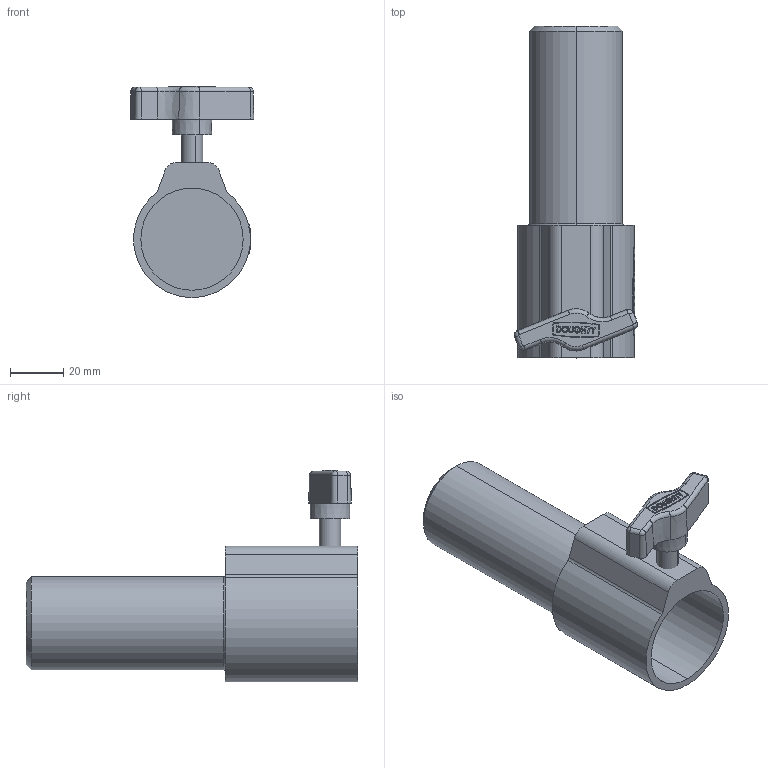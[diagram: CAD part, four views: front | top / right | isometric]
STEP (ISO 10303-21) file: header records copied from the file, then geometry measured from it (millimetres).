
FILE_DESCRIPTION (( 'STEP AP203' ), '1' );
FILE_NAME ('T51000.STEP', '2018-07-31T14:59:03', ( '' ), ( '' ), 'SwSTEP 2.0', 'SolidWorks 2016', '' );
FILE_SCHEMA (( 'CONFIG_CONTROL_DESIGN' ));
Length unit declared in the file: millimetre
Products named in the file (4): TH2038_TH2859; Doughty Knob_S0130; T51000 LABEL; T51000
Assembly tree (3 placements, depth 2):
  T51000
    TH2038_TH2859
    Doughty Knob_S0130
    T51000 LABEL
Bounding box: 46.51 x 125 x 79.55 mm (x, y, z)
Volume: 117053 mm3; surface area: 27631.4 mm2
Topology: 3 solids, 3 shells, 246 faces, 620 edges, 404 vertices
Faces by surface type: plane 114, cylinder 70, bspline 38, cone 14, torus 10
Entity records: 12186 total; most frequent: CARTESIAN_POINT 6058, ORIENTED_EDGE 1240, DIRECTION 1097, EDGE_CURVE 620, VERTEX_POINT 404, AXIS2_PLACEMENT_3D 392, VECTOR 313, LINE 313
